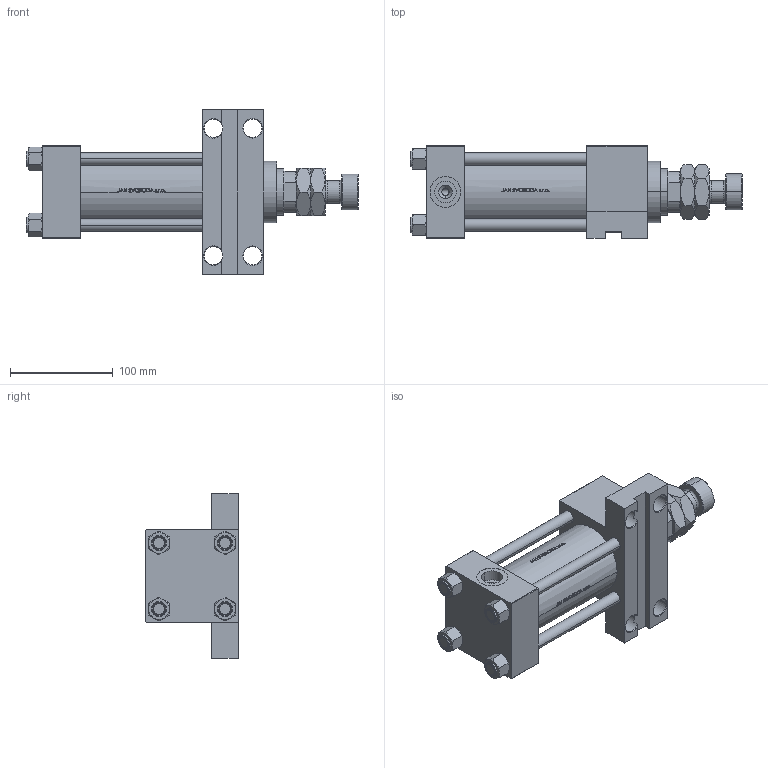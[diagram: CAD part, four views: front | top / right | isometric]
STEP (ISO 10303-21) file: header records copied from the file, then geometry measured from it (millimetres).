
FILE_DESCRIPTION (( 'STEP AP203' ), '1' );
FILE_NAME ('c8dc.STEP', '2022-04-16T12:23:01', ( '' ), ( '' ), 'SwSTEP 2.0', 'SolidWorks 2019', '' );
FILE_SCHEMA (( 'CONFIG_CONTROL_DESIGN' ));
Length unit declared in the file: millimetre
Products named in the file (7): V215CR_F_Body 46abf55cb83d9c7b87d1fd1c77bff6e4; c8dc; NUT_M5_F 46abf55cb83d9c7b87d1fd1c77bff6e4; V215CR_F_TYCINKA 46abf55cb83d9c7b87d1fd1c77bff6e4; V215_VC_A 46abf55cb83d9c7b87d1fd1c77bff6e4; MFA 46abf55cb83d9c7b87d1fd1c77bff6e4; V215CR_VCP_F 46abf55cb83d9c7b87d1fd1c77bff6e4
Assembly tree (12 placements, depth 2):
  c8dc
    V215CR_F_Body 46abf55cb83d9c7b87d1fd1c77bff6e4
    V215CR_VCP_F 46abf55cb83d9c7b87d1fd1c77bff6e4
    V215CR_F_TYCINKA 46abf55cb83d9c7b87d1fd1c77bff6e4  x4
    NUT_M5_F 46abf55cb83d9c7b87d1fd1c77bff6e4  x4
    V215_VC_A 46abf55cb83d9c7b87d1fd1c77bff6e4
    MFA 46abf55cb83d9c7b87d1fd1c77bff6e4
Bounding box: 323 x 90 x 160 mm (x, y, z)
Volume: 1301300.7 mm3; surface area: 259600.2 mm2
Topology: 12 solids, 12 shells, 1166 faces, 2922 edges, 1863 vertices
Faces by surface type: plane 455, bspline 380, cone 180, cylinder 139, torus 12
Entity records: 49971 total; most frequent: CARTESIAN_POINT 26645, ORIENTED_EDGE 5336, DIRECTION 3384, EDGE_CURVE 2668, VERTEX_POINT 1719, LINE 1344, VECTOR 1344, EDGE_LOOP 1149
